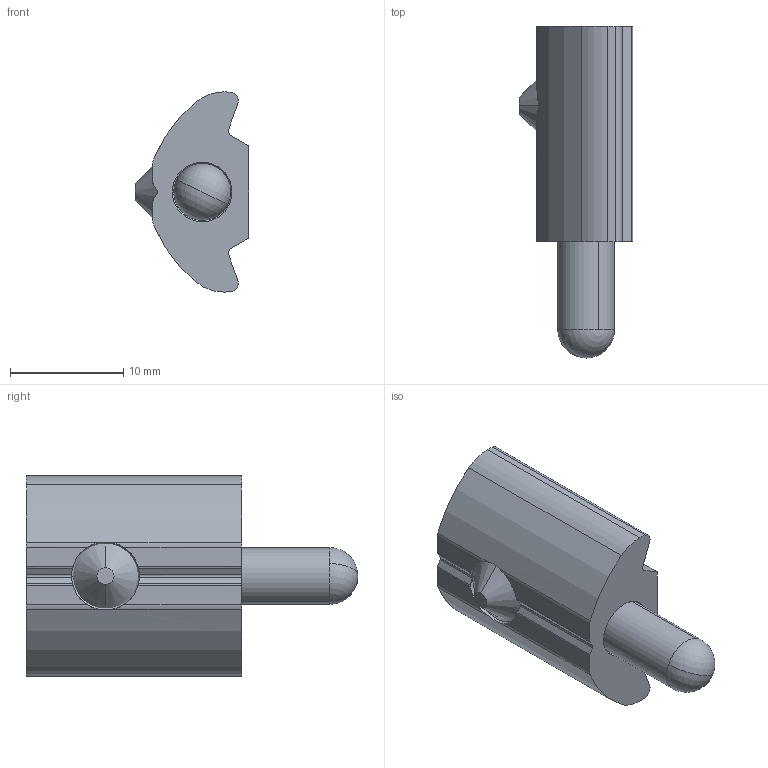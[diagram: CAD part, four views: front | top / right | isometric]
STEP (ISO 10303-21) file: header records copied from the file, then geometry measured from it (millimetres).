
FILE_DESCRIPTION (( 'STEP AP214' ), '1' );
FILE_NAME ('40-6 Bi-Fold Support Pin Kit(40DDH-9410-001-02).STEP', '2023-09-11T15:12:26', ( '' ), ( '' ), 'SwSTEP 2.0', 'SolidWorks 2020', '' );
FILE_SCHEMA (( 'AUTOMOTIVE_DESIGN' ));
Length unit declared in the file: millimetre
Products named in the file (1): 40-6 Bi-Fold Support Pin Kit(40DDH-9410-001-02)
Bounding box: 10 x 29.25 x 17.65 mm (x, y, z)
Volume: 2371.3 mm3; surface area: 1777.6 mm2
Topology: 3 solids, 3 shells, 77 faces, 197 edges, 121 vertices
Faces by surface type: cylinder 31, plane 30, cone 14, sphere 2
Entity records: 3208 total; most frequent: CARTESIAN_POINT 448, DIRECTION 403, ORIENTED_EDGE 382, EDGE_CURVE 191, AXIS2_PLACEMENT_3D 152, VERTEX_POINT 121, LINE 99, VECTOR 99
